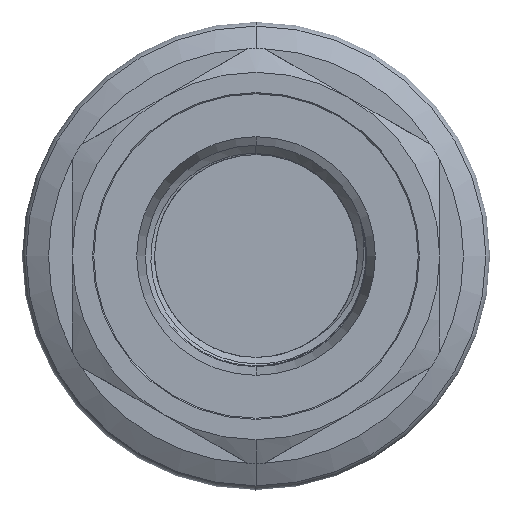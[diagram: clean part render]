
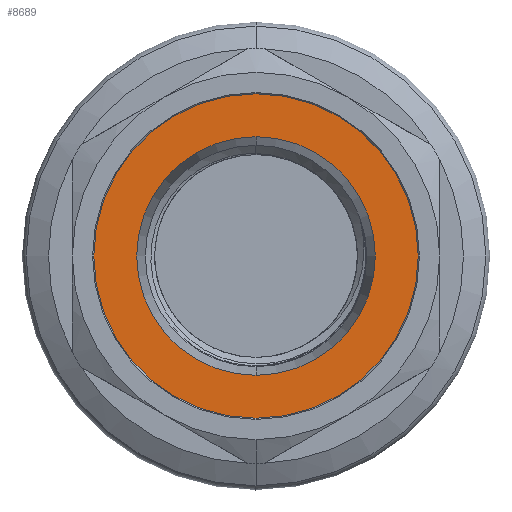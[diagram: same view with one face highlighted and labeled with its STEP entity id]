
A CAD part, left-side view. The second image highlights one B-rep face of the part: STEP entity #8689.
In plain terms, the highlighted planar face has unit normal (-1, 0, 0).
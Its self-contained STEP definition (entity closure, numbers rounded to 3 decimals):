
#221 = VERTEX_POINT ( 'NONE', #4895 ) ;
#255 = VERTEX_POINT ( 'NONE', #4870 ) ;
#314 = VERTEX_POINT ( 'NONE', #4818 ) ;
#403 = VERTEX_POINT ( 'NONE', #4629 ) ;
#1042 = ORIENTED_EDGE ( 'NONE', *, *, #4528, .T. ) ;
#1108 = ORIENTED_EDGE ( 'NONE', *, *, #4453, .F. ) ;
#1111 = ORIENTED_EDGE ( 'NONE', *, *, #7610, .F. ) ;
#1160 = ORIENTED_EDGE ( 'NONE', *, *, #5468, .T. ) ;
#1411 = AXIS2_PLACEMENT_3D ( 'NONE', #3438, #3467, #3339 ) ;
#1507 = AXIS2_PLACEMENT_3D ( 'NONE', #9940, #9939, #9938 ) ;
#1565 = AXIS2_PLACEMENT_3D ( 'NONE', #4208, #4207, #4206 ) ;
#1925 = EDGE_LOOP ( 'NONE', ( #1108, #1111 ) ) ;
#2114 = CIRCLE ( 'NONE', #1507, 10.3 ) ;
#2190 = CIRCLE ( 'NONE', #1411, 14. ) ;
#2323 = CIRCLE ( 'NONE', #1565, 14. ) ;
#3339 = DIRECTION ( 'NONE',  ( 0., 0., 1. ) ) ;
#3438 = CARTESIAN_POINT ( 'NONE',  ( -46.557, 4.626, 0. ) ) ;
#3467 = DIRECTION ( 'NONE',  ( -1., 0., 0. ) ) ;
#3554 = CIRCLE ( 'NONE', #5220, 10.3 ) ;
#3825 = FACE_OUTER_BOUND ( 'NONE', #7179, .T. ) ;
#3828 = FACE_BOUND ( 'NONE', #1925, .T. ) ;
#4206 = DIRECTION ( 'NONE',  ( 0., 0., 1. ) ) ;
#4207 = DIRECTION ( 'NONE',  ( -1., 0., 0. ) ) ;
#4208 = CARTESIAN_POINT ( 'NONE',  ( -46.557, 4.626, 0. ) ) ;
#4453 = EDGE_CURVE ( 'NONE', #403, #255, #2114, .T. ) ;
#4528 = EDGE_CURVE ( 'NONE', #314, #221, #2190, .T. ) ;
#4629 = CARTESIAN_POINT ( 'NONE',  ( -46.557, 4.626, 10.3 ) ) ;
#4818 = CARTESIAN_POINT ( 'NONE',  ( -46.557, 4.626, 14. ) ) ;
#4870 = CARTESIAN_POINT ( 'NONE',  ( -46.557, 4.626, -10.3 ) ) ;
#4895 = CARTESIAN_POINT ( 'NONE',  ( -46.557, 4.626, -14. ) ) ;
#5220 = AXIS2_PLACEMENT_3D ( 'NONE', #10375, #10374, #10373 ) ;
#5468 = EDGE_CURVE ( 'NONE', #221, #314, #2323, .T. ) ;
#6806 = DIRECTION ( 'NONE',  ( 0., 0., 1. ) ) ;
#6807 = DIRECTION ( 'NONE',  ( -1., 0., 0. ) ) ;
#6809 = PLANE ( 'NONE',  #9357 ) ;
#6816 = CARTESIAN_POINT ( 'NONE',  ( -46.557, 18.626, 0. ) ) ;
#7179 = EDGE_LOOP ( 'NONE', ( #1042, #1160 ) ) ;
#7610 = EDGE_CURVE ( 'NONE', #255, #403, #3554, .T. ) ;
#8689 = ADVANCED_FACE ( 'NONE', ( #3825, #3828 ), #6809, .T. ) ;
#9357 = AXIS2_PLACEMENT_3D ( 'NONE', #6816, #6807, #6806 ) ;
#9938 = DIRECTION ( 'NONE',  ( 0., 0., 1. ) ) ;
#9939 = DIRECTION ( 'NONE',  ( -1., 0., 0. ) ) ;
#9940 = CARTESIAN_POINT ( 'NONE',  ( -46.557, 4.626, 0. ) ) ;
#10373 = DIRECTION ( 'NONE',  ( 0., 0., 1. ) ) ;
#10374 = DIRECTION ( 'NONE',  ( -1., 0., 0. ) ) ;
#10375 = CARTESIAN_POINT ( 'NONE',  ( -46.557, 4.626, 0. ) ) ;
